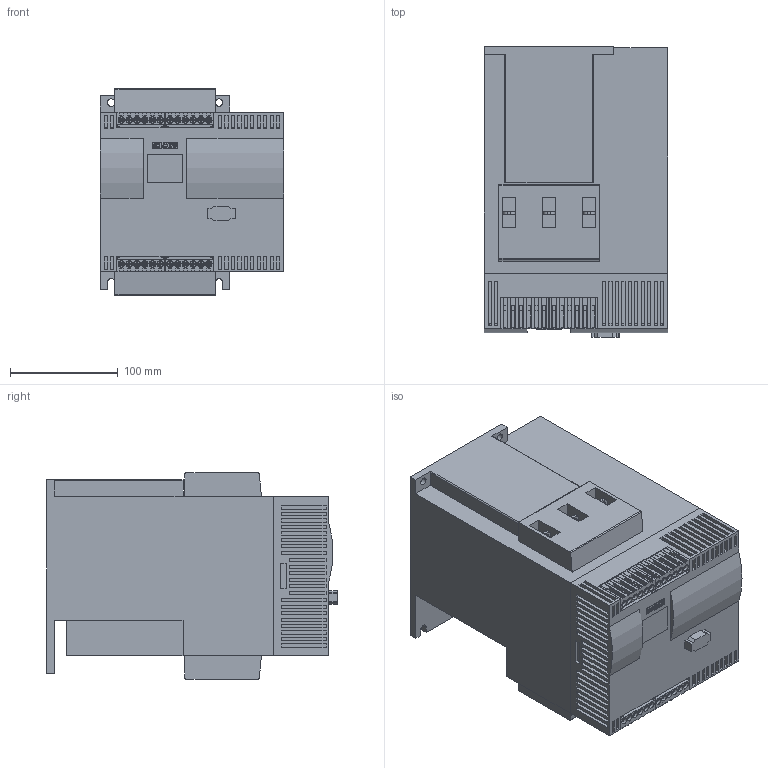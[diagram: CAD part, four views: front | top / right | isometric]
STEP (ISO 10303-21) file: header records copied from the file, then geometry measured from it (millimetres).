
FILE_DESCRIPTION(('no description'),'unknown implementation level');
FILE_NAME('3RW44221BC34.STEP',' ',('CADClick, version 2.3.8, www.CADClick.com, licensed to SIEMENS A&D'),('ccLab - KiM Gmbh - www.kimweb.de'),'unknown preprocess','ACIS','unknown authorization');
FILE_SCHEMA(('automotive_design'));
Length unit declared in the file: millimetre
Products named in the file (9): 1; 2; 3; 4; 5; 6; 7; 8; 9
Bounding box: 170 x 269.7 x 191.4 mm (x, y, z)
Volume: 6452762.6 mm3; surface area: 438538.1 mm2
Topology: 9 solids, 9 shells, 1919 faces, 5157 edges, 3404 vertices
Faces by surface type: plane 1455, cylinder 176, torus 144, cone 144
Entity records: 120120 total; most frequent: CARTESIAN_POINT 12985, STYLED_ITEM 10489, PRESENTATION_STYLE_ASSIGNMENT 10489, COLOUR_RGB 10489, ORIENTED_EDGE 10314, DIRECTION 9797, EDGE_CURVE 5157, CURVE_STYLE 5157
